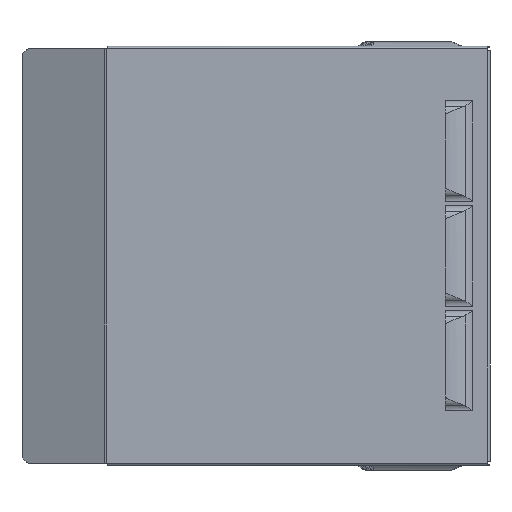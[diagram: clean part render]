
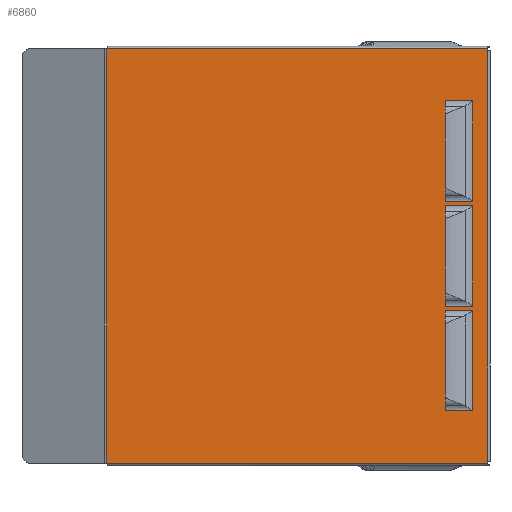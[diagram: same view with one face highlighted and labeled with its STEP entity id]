
A CAD part, top view. The second image highlights one B-rep face of the part: STEP entity #6860.
In plain terms, the highlighted planar face has unit normal (0, 0, 1).
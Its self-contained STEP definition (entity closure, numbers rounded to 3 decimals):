
#188=DIRECTION('',(1.,0.,0.));
#189=VECTOR('',#188,355.616);
#190=CARTESIAN_POINT('',(-178.,194.,0.));
#191=LINE('',#190,#189);
#1548=DIRECTION('',(-1.,0.,0.));
#1549=VECTOR('',#1548,0.725);
#1550=CARTESIAN_POINT('',(-178.,194.,0.));
#1551=LINE('',#1550,#1549);
#1555=DIRECTION('',(0.,-1.,0.));
#1556=VECTOR('',#1555,2.);
#1557=CARTESIAN_POINT('',(177.616,194.,0.));
#1558=LINE('',#1557,#1556);
#1562=DIRECTION('',(0.,1.,0.));
#1563=VECTOR('',#1562,2.);
#1564=CARTESIAN_POINT('',(177.616,-194.,0.));
#1565=LINE('',#1564,#1563);
#1569=DIRECTION('',(1.,0.,0.));
#1570=VECTOR('',#1569,0.725);
#1571=CARTESIAN_POINT('',(-178.725,-194.,0.));
#1572=LINE('',#1571,#1570);
#1576=DIRECTION('',(0.,-1.,0.));
#1577=VECTOR('',#1576,94.);
#1578=CARTESIAN_POINT('',(137.68,-51.,0.));
#1579=LINE('',#1578,#1577);
#1583=DIRECTION('',(-1.,0.,0.));
#1584=VECTOR('',#1583,26.);
#1585=CARTESIAN_POINT('',(163.68,-145.,0.));
#1586=LINE('',#1585,#1584);
#1590=DIRECTION('',(0.,1.,0.));
#1591=VECTOR('',#1590,94.);
#1592=CARTESIAN_POINT('',(163.68,-145.,0.));
#1593=LINE('',#1592,#1591);
#1597=DIRECTION('',(-1.,0.,0.));
#1598=VECTOR('',#1597,26.);
#1599=CARTESIAN_POINT('',(163.68,-51.,0.));
#1600=LINE('',#1599,#1598);
#1604=DIRECTION('',(0.,-1.,0.));
#1605=VECTOR('',#1604,94.);
#1606=CARTESIAN_POINT('',(137.68,47.,0.));
#1607=LINE('',#1606,#1605);
#1611=DIRECTION('',(-1.,0.,0.));
#1612=VECTOR('',#1611,26.);
#1613=CARTESIAN_POINT('',(163.68,-47.,0.));
#1614=LINE('',#1613,#1612);
#1618=DIRECTION('',(0.,1.,0.));
#1619=VECTOR('',#1618,94.);
#1620=CARTESIAN_POINT('',(163.68,-47.,0.));
#1621=LINE('',#1620,#1619);
#1625=DIRECTION('',(-1.,0.,0.));
#1626=VECTOR('',#1625,26.);
#1627=CARTESIAN_POINT('',(163.68,47.,0.));
#1628=LINE('',#1627,#1626);
#1632=DIRECTION('',(0.,-1.,0.));
#1633=VECTOR('',#1632,94.);
#1634=CARTESIAN_POINT('',(137.68,145.,0.));
#1635=LINE('',#1634,#1633);
#1639=DIRECTION('',(-1.,0.,0.));
#1640=VECTOR('',#1639,26.);
#1641=CARTESIAN_POINT('',(163.68,51.,0.));
#1642=LINE('',#1641,#1640);
#1646=DIRECTION('',(0.,1.,0.));
#1647=VECTOR('',#1646,94.);
#1648=CARTESIAN_POINT('',(163.68,51.,0.));
#1649=LINE('',#1648,#1647);
#1653=DIRECTION('',(-1.,0.,0.));
#1654=VECTOR('',#1653,26.);
#1655=CARTESIAN_POINT('',(163.68,145.,0.));
#1656=LINE('',#1655,#1654);
#1683=DIRECTION('',(0.,-1.,0.));
#1684=VECTOR('',#1683,384.);
#1685=CARTESIAN_POINT('',(177.616,192.,0.));
#1686=LINE('',#1685,#1684);
#1763=DIRECTION('',(-1.,0.,0.));
#1764=VECTOR('',#1763,355.616);
#1765=CARTESIAN_POINT('',(177.616,-194.,0.));
#1766=LINE('',#1765,#1764);
#3139=DIRECTION('',(0.,1.,0.));
#3140=VECTOR('',#3139,388.);
#3141=CARTESIAN_POINT('',(-178.725,-194.,0.));
#3142=LINE('',#3141,#3140);
#4456=CARTESIAN_POINT('',(-178.725,194.,0.));
#4457=VERTEX_POINT('',#4456);
#4458=CARTESIAN_POINT('',(-178.725,-194.,0.));
#4459=VERTEX_POINT('',#4458);
#4728=CARTESIAN_POINT('',(137.68,145.,0.));
#4729=CARTESIAN_POINT('',(137.68,51.,0.));
#4730=VERTEX_POINT('',#4728);
#4731=VERTEX_POINT('',#4729);
#4732=CARTESIAN_POINT('',(137.68,47.,0.));
#4733=CARTESIAN_POINT('',(137.68,-47.,0.));
#4734=VERTEX_POINT('',#4732);
#4735=VERTEX_POINT('',#4733);
#4736=CARTESIAN_POINT('',(137.68,-51.,0.));
#4737=CARTESIAN_POINT('',(137.68,-145.,0.));
#4738=VERTEX_POINT('',#4736);
#4739=VERTEX_POINT('',#4737);
#4740=CARTESIAN_POINT('',(163.68,145.,0.));
#4741=VERTEX_POINT('',#4740);
#4742=CARTESIAN_POINT('',(163.68,51.,0.));
#4743=VERTEX_POINT('',#4742);
#4744=CARTESIAN_POINT('',(163.68,47.,0.));
#4745=VERTEX_POINT('',#4744);
#4746=CARTESIAN_POINT('',(163.68,-47.,0.));
#4747=VERTEX_POINT('',#4746);
#4748=CARTESIAN_POINT('',(163.68,-51.,0.));
#4749=VERTEX_POINT('',#4748);
#4750=CARTESIAN_POINT('',(163.68,-145.,0.));
#4751=VERTEX_POINT('',#4750);
#4752=CARTESIAN_POINT('',(177.616,-194.,0.));
#4753=CARTESIAN_POINT('',(177.616,-192.,0.));
#4754=VERTEX_POINT('',#4752);
#4755=VERTEX_POINT('',#4753);
#4760=CARTESIAN_POINT('',(177.616,194.,0.));
#4761=CARTESIAN_POINT('',(177.616,192.,0.));
#4762=VERTEX_POINT('',#4760);
#4763=VERTEX_POINT('',#4761);
#4814=CARTESIAN_POINT('',(-178.,-194.,0.));
#4815=VERTEX_POINT('',#4814);
#4824=CARTESIAN_POINT('',(-178.,194.,0.));
#4825=VERTEX_POINT('',#4824);
#6810=CARTESIAN_POINT('',(0.,0.,0.));
#6811=DIRECTION('',(0.,0.,1.));
#6812=DIRECTION('',(1.,0.,0.));
#6813=AXIS2_PLACEMENT_3D('',#6810,#6811,#6812);
#6814=PLANE('',#6813);
#6815=ORIENTED_EDGE('',*,*,#4970,.F.);
#6816=ORIENTED_EDGE('',*,*,#5002,.T.);
#6817=ORIENTED_EDGE('',*,*,#6801,.T.);
#6819=ORIENTED_EDGE('',*,*,#6818,.T.);
#6821=ORIENTED_EDGE('',*,*,#6820,.F.);
#6823=ORIENTED_EDGE('',*,*,#6822,.T.);
#6825=ORIENTED_EDGE('',*,*,#6824,.F.);
#6827=ORIENTED_EDGE('',*,*,#6826,.T.);
#6828=EDGE_LOOP('',(#6815,#6816,#6817,#6819,#6821,#6823,#6825,#6827));
#6829=FACE_OUTER_BOUND('',#6828,.F.);
#6831=ORIENTED_EDGE('',*,*,#6830,.T.);
#6833=ORIENTED_EDGE('',*,*,#6832,.F.);
#6835=ORIENTED_EDGE('',*,*,#6834,.T.);
#6837=ORIENTED_EDGE('',*,*,#6836,.T.);
#6838=EDGE_LOOP('',(#6831,#6833,#6835,#6837));
#6839=FACE_BOUND('',#6838,.F.);
#6841=ORIENTED_EDGE('',*,*,#6840,.T.);
#6843=ORIENTED_EDGE('',*,*,#6842,.F.);
#6845=ORIENTED_EDGE('',*,*,#6844,.T.);
#6847=ORIENTED_EDGE('',*,*,#6846,.T.);
#6848=EDGE_LOOP('',(#6841,#6843,#6845,#6847));
#6849=FACE_BOUND('',#6848,.F.);
#6851=ORIENTED_EDGE('',*,*,#6850,.T.);
#6853=ORIENTED_EDGE('',*,*,#6852,.F.);
#6855=ORIENTED_EDGE('',*,*,#6854,.T.);
#6857=ORIENTED_EDGE('',*,*,#6856,.T.);
#6858=EDGE_LOOP('',(#6851,#6853,#6855,#6857));
#6859=FACE_BOUND('',#6858,.F.);
#6860=ADVANCED_FACE('',(#6829,#6839,#6849,#6859),#6814,.T.);
#4970=EDGE_CURVE('',#4825,#4457,#1551,.T.);
#5002=EDGE_CURVE('',#4825,#4762,#191,.T.);
#6801=EDGE_CURVE('',#4762,#4763,#1558,.T.);
#6818=EDGE_CURVE('',#4763,#4755,#1686,.T.);
#6820=EDGE_CURVE('',#4754,#4755,#1565,.T.);
#6822=EDGE_CURVE('',#4754,#4815,#1766,.T.);
#6824=EDGE_CURVE('',#4459,#4815,#1572,.T.);
#6826=EDGE_CURVE('',#4459,#4457,#3142,.T.);
#6830=EDGE_CURVE('',#4738,#4739,#1579,.T.);
#6832=EDGE_CURVE('',#4751,#4739,#1586,.T.);
#6834=EDGE_CURVE('',#4751,#4749,#1593,.T.);
#6836=EDGE_CURVE('',#4749,#4738,#1600,.T.);
#6840=EDGE_CURVE('',#4734,#4735,#1607,.T.);
#6842=EDGE_CURVE('',#4747,#4735,#1614,.T.);
#6844=EDGE_CURVE('',#4747,#4745,#1621,.T.);
#6846=EDGE_CURVE('',#4745,#4734,#1628,.T.);
#6850=EDGE_CURVE('',#4730,#4731,#1635,.T.);
#6852=EDGE_CURVE('',#4743,#4731,#1642,.T.);
#6854=EDGE_CURVE('',#4743,#4741,#1649,.T.);
#6856=EDGE_CURVE('',#4741,#4730,#1656,.T.);
